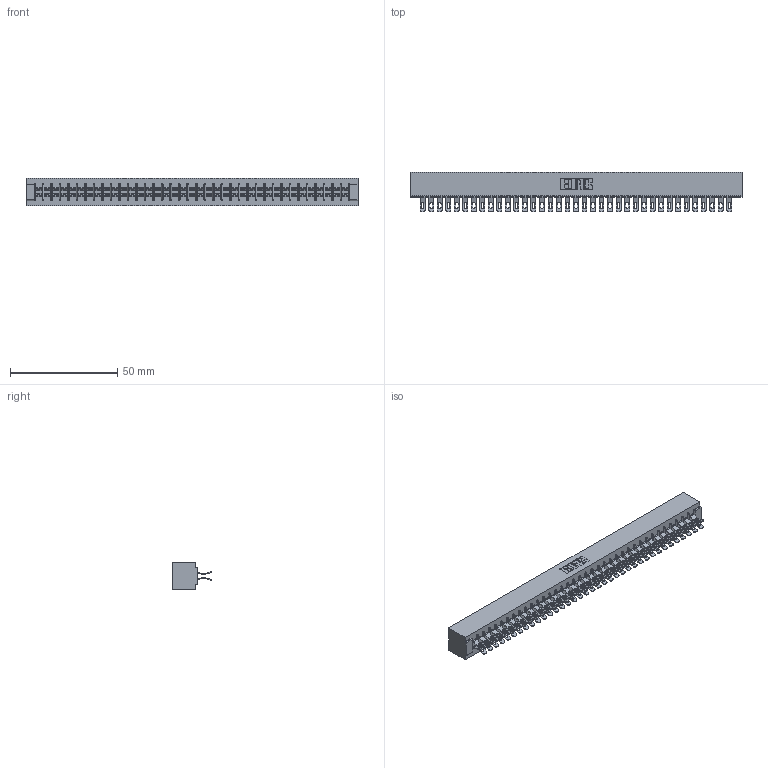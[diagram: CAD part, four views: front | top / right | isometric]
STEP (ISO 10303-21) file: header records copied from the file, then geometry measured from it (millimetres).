
FILE_DESCRIPTION (( 'STEP AP203' ), '1' );
FILE_NAME ('305-074-555-201.STEP', '2019-09-10T07:12:44', ( '' ), ( '' ), 'SwSTEP 2.0', 'SolidWorks 2016', '' );
FILE_SCHEMA (( 'CONFIG_CONTROL_DESIGN' ));
Length unit declared in the file: inch
Products named in the file (3): 305-074-555-201; 305-290-001_555; 305 Part_No Mounting
Assembly tree (75 placements, depth 2):
  305-074-555-201
    305 Part_No Mounting
    305-290-001_555  x74
Bounding box: 154.48 x 18.41 x 12.7 mm (x, y, z)
Volume: 16783.9 mm3; surface area: 23049.2 mm2
Topology: 75 solids, 75 shells, 4992 faces, 14907 edges, 9738 vertices
Faces by surface type: plane 2432, cylinder 2412, sphere 148
Entity records: 41016 total; most frequent: CARTESIAN_POINT 6803, ORIENTED_EDGE 6742, DIRECTION 6577, EDGE_CURVE 3371, LINE 2705, VECTOR 2705, VERTEX_POINT 2146, AXIS2_PLACEMENT_3D 1936
